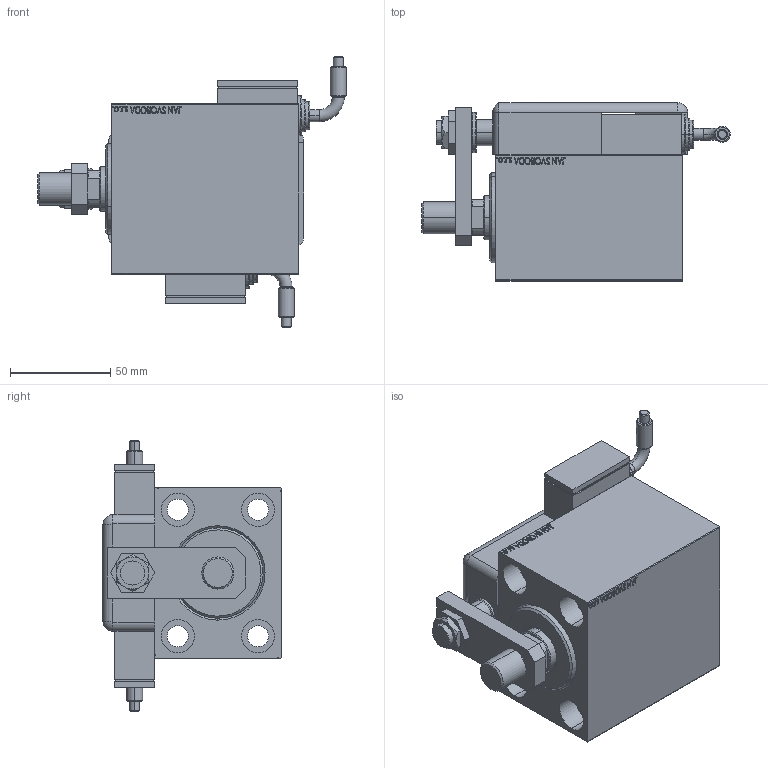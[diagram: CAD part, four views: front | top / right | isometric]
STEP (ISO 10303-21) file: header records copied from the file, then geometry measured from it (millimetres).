
FILE_DESCRIPTION (( 'STEP AP203' ), '1' );
FILE_NAME ('8e1a.STEP', '2024-09-30T12:07:03', ( '' ), ( '' ), 'SwSTEP 2.0', 'SolidWorks 2019', '' );
FILE_SCHEMA (( 'CONFIG_CONTROL_DESIGN' ));
Length unit declared in the file: millimetre
Products named in the file (14): KRYT 50c47b0751c5d72927c36f53683cf75a; SWITCH_Q_FRONT_BACK 50c47b0751c5d72927c36f53683cf75a; V450CM_VC_B 50c47b0751c5d72927c36f53683cf75a; NUT_D13 50c47b0751c5d72927c36f53683cf75a; MAGNETIC SWITCH Q 50c47b0751c5d72927c36f53683cf75a; 8e1a; SWITCH DIM A_G 50c47b0751c5d72927c36f53683cf75a; ZARAZKA_Q 50c47b0751c5d72927c36f53683cf75a; TYC 50c47b0751c5d72927c36f53683cf75a; NUT_D19 50c47b0751c5d72927c36f53683cf75a; V450CM_MALE_METRIC 50c47b0751c5d72927c36f53683cf75a; V450CM_C_VCP 50c47b0751c5d72927c36f53683cf75a; SWITCH Q 50c47b0751c5d72927c36f53683cf75a; V450CM_C_Body 50c47b0751c5d72927c36f53683cf75a
Assembly tree (14 placements, depth 3):
  8e1a
    V450CM_C_Body 50c47b0751c5d72927c36f53683cf75a
    V450CM_C_VCP 50c47b0751c5d72927c36f53683cf75a
    V450CM_VC_B 50c47b0751c5d72927c36f53683cf75a
    V450CM_MALE_METRIC 50c47b0751c5d72927c36f53683cf75a
    MAGNETIC SWITCH Q 50c47b0751c5d72927c36f53683cf75a
      SWITCH_Q_FRONT_BACK 50c47b0751c5d72927c36f53683cf75a
      TYC 50c47b0751c5d72927c36f53683cf75a
      ZARAZKA_Q 50c47b0751c5d72927c36f53683cf75a
      SWITCH DIM A_G 50c47b0751c5d72927c36f53683cf75a
      NUT_D19 50c47b0751c5d72927c36f53683cf75a
      NUT_D13 50c47b0751c5d72927c36f53683cf75a
      KRYT 50c47b0751c5d72927c36f53683cf75a
      SWITCH Q 50c47b0751c5d72927c36f53683cf75a  x2
Bounding box: 153.76 x 88.8 x 135.01 mm (x, y, z)
Volume: 571961.9 mm3; surface area: 134824.5 mm2
Topology: 14 solids, 14 shells, 1288 faces, 3248 edges, 2137 vertices
Faces by surface type: plane 622, bspline 475, cylinder 127, cone 38, torus 24, sphere 2
Entity records: 61743 total; most frequent: CARTESIAN_POINT 33470, ORIENTED_EDGE 6240, DIRECTION 4002, EDGE_CURVE 3120, VERTEX_POINT 2060, LINE 1844, VECTOR 1844, EDGE_LOOP 1410
